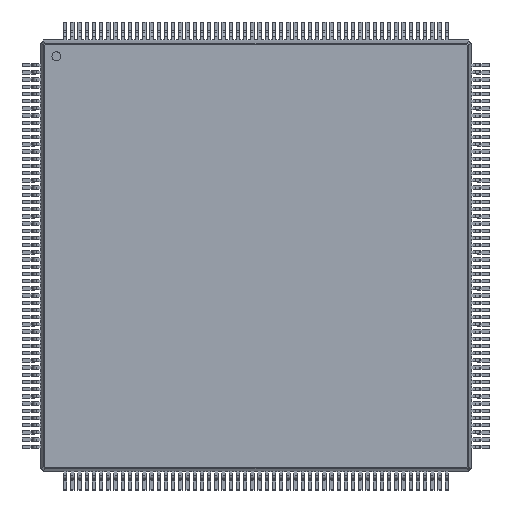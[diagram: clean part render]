
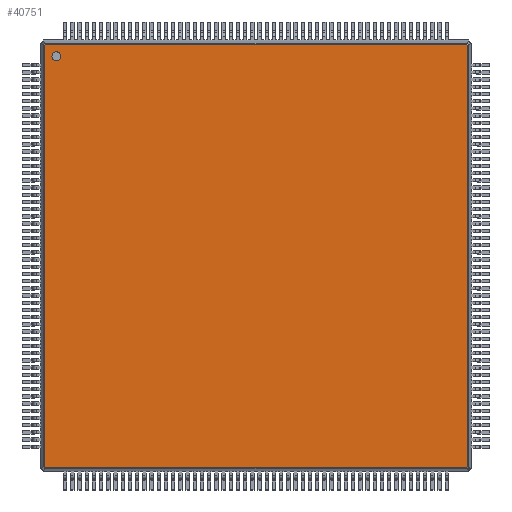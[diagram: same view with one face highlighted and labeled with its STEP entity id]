
A CAD part, top view. The second image highlights one B-rep face of the part: STEP entity #40751.
In plain terms, the highlighted planar face has unit normal (0, 0, 1).
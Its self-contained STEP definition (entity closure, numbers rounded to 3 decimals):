
#20352 = VERTEX_POINT('',#20353);
#20353 = CARTESIAN_POINT('',(11.746,11.702,1.5));
#20649 = EDGE_CURVE('',#20352,#20650,#20652,.T.);
#20650 = VERTEX_POINT('',#20651);
#20651 = CARTESIAN_POINT('',(11.746,-11.702,1.5));
#20652 = B_SPLINE_CURVE_WITH_KNOTS('',2,(#20653,#20654,#20655,#20656,
#20657),.UNSPECIFIED.,.F.,.F.,(3,1,1,3),(-1.188,
-0.04,23.477,24.625),
.UNSPECIFIED.);
#20653 = CARTESIAN_POINT('',(11.746,12.906,1.5));
#20654 = CARTESIAN_POINT('',(11.746,12.333,1.5));
#20655 = CARTESIAN_POINT('',(11.746,0.,1.5));
#20656 = CARTESIAN_POINT('',(11.746,-12.333,1.5));
#20657 = CARTESIAN_POINT('',(11.746,-12.906,1.5));
#40102 = EDGE_CURVE('',#20650,#40103,#40105,.T.);
#40103 = VERTEX_POINT('',#40104);
#40104 = CARTESIAN_POINT('',(11.702,-11.746,1.5));
#40105 = B_SPLINE_CURVE_WITH_KNOTS('',2,(#40106,#40107,#40108,#40109,
#40110),.UNSPECIFIED.,.F.,.F.,(3,1,1,3),(-0.473,
-0.04,0.137,0.57),.UNSPECIFIED.);
#40106 = CARTESIAN_POINT('',(12.093,-11.356,1.5));
#40107 = CARTESIAN_POINT('',(11.94,-11.509,1.5));
#40108 = CARTESIAN_POINT('',(11.724,-11.724,1.5));
#40109 = CARTESIAN_POINT('',(11.509,-11.94,1.5));
#40110 = CARTESIAN_POINT('',(11.356,-12.093,1.5));
#40429 = VERTEX_POINT('',#40430);
#40430 = CARTESIAN_POINT('',(11.702,11.746,1.5));
#40726 = EDGE_CURVE('',#40429,#20352,#40727,.T.);
#40727 = B_SPLINE_CURVE_WITH_KNOTS('',2,(#40728,#40729,#40730,#40731,
#40732),.UNSPECIFIED.,.F.,.F.,(3,1,1,3),(-0.473,
-0.04,0.137,0.57),.UNSPECIFIED.);
#40728 = CARTESIAN_POINT('',(11.356,12.093,1.5));
#40729 = CARTESIAN_POINT('',(11.509,11.94,1.5));
#40730 = CARTESIAN_POINT('',(11.724,11.724,1.5));
#40731 = CARTESIAN_POINT('',(11.94,11.509,1.5));
#40732 = CARTESIAN_POINT('',(12.093,11.356,1.5));
#40751 = ADVANCED_FACE('',(#40752,#40805),#40816,.T.);
#40752 = FACE_BOUND('',#40753,.T.);
#40753 = EDGE_LOOP('',(#40754,#40764,#40774,#40784,#40794,#40802,#40803,
#40804));
#40754 = ORIENTED_EDGE('',*,*,#40755,.F.);
#40755 = EDGE_CURVE('',#40756,#40429,#40758,.T.);
#40756 = VERTEX_POINT('',#40757);
#40757 = CARTESIAN_POINT('',(-11.702,11.746,1.5));
#40758 = B_SPLINE_CURVE_WITH_KNOTS('',2,(#40759,#40760,#40761,#40762,
#40763),.UNSPECIFIED.,.F.,.F.,(3,1,1,3),(-1.188,
-0.04,23.477,24.625),
.UNSPECIFIED.);
#40759 = CARTESIAN_POINT('',(-12.906,11.746,1.5));
#40760 = CARTESIAN_POINT('',(-12.333,11.746,1.5));
#40761 = CARTESIAN_POINT('',(0.,11.746,1.5));
#40762 = CARTESIAN_POINT('',(12.333,11.746,1.5));
#40763 = CARTESIAN_POINT('',(12.906,11.746,1.5));
#40764 = ORIENTED_EDGE('',*,*,#40765,.F.);
#40765 = EDGE_CURVE('',#40766,#40756,#40768,.T.);
#40766 = VERTEX_POINT('',#40767);
#40767 = CARTESIAN_POINT('',(-11.746,11.702,1.5));
#40768 = B_SPLINE_CURVE_WITH_KNOTS('',2,(#40769,#40770,#40771,#40772,
#40773),.UNSPECIFIED.,.F.,.F.,(3,1,1,3),(-0.473,
-0.04,0.137,0.57),.UNSPECIFIED.);
#40769 = CARTESIAN_POINT('',(-12.093,11.356,1.5));
#40770 = CARTESIAN_POINT('',(-11.94,11.509,1.5));
#40771 = CARTESIAN_POINT('',(-11.724,11.724,1.5));
#40772 = CARTESIAN_POINT('',(-11.509,11.94,1.5));
#40773 = CARTESIAN_POINT('',(-11.356,12.093,1.5));
#40774 = ORIENTED_EDGE('',*,*,#40775,.F.);
#40775 = EDGE_CURVE('',#40776,#40766,#40778,.T.);
#40776 = VERTEX_POINT('',#40777);
#40777 = CARTESIAN_POINT('',(-11.746,-11.702,1.5));
#40778 = B_SPLINE_CURVE_WITH_KNOTS('',2,(#40779,#40780,#40781,#40782,
#40783),.UNSPECIFIED.,.F.,.F.,(3,1,1,3),(-1.188,
-0.04,23.477,24.625),
.UNSPECIFIED.);
#40779 = CARTESIAN_POINT('',(-11.746,-12.906,1.5));
#40780 = CARTESIAN_POINT('',(-11.746,-12.333,1.5));
#40781 = CARTESIAN_POINT('',(-11.746,0.,1.5));
#40782 = CARTESIAN_POINT('',(-11.746,12.333,1.5));
#40783 = CARTESIAN_POINT('',(-11.746,12.906,1.5));
#40784 = ORIENTED_EDGE('',*,*,#40785,.F.);
#40785 = EDGE_CURVE('',#40786,#40776,#40788,.T.);
#40786 = VERTEX_POINT('',#40787);
#40787 = CARTESIAN_POINT('',(-11.702,-11.746,1.5));
#40788 = B_SPLINE_CURVE_WITH_KNOTS('',2,(#40789,#40790,#40791,#40792,
#40793),.UNSPECIFIED.,.F.,.F.,(3,1,1,3),(-0.473,
-0.04,0.137,0.57),.UNSPECIFIED.);
#40789 = CARTESIAN_POINT('',(-11.356,-12.093,1.5));
#40790 = CARTESIAN_POINT('',(-11.509,-11.94,1.5));
#40791 = CARTESIAN_POINT('',(-11.724,-11.724,1.5));
#40792 = CARTESIAN_POINT('',(-11.94,-11.509,1.5));
#40793 = CARTESIAN_POINT('',(-12.093,-11.356,1.5));
#40794 = ORIENTED_EDGE('',*,*,#40795,.F.);
#40795 = EDGE_CURVE('',#40103,#40786,#40796,.T.);
#40796 = B_SPLINE_CURVE_WITH_KNOTS('',2,(#40797,#40798,#40799,#40800,
#40801),.UNSPECIFIED.,.F.,.F.,(3,1,1,3),(-1.188,
-0.04,23.477,24.625),
.UNSPECIFIED.);
#40797 = CARTESIAN_POINT('',(12.906,-11.746,1.5));
#40798 = CARTESIAN_POINT('',(12.333,-11.746,1.5));
#40799 = CARTESIAN_POINT('',(0.,-11.746,1.5));
#40800 = CARTESIAN_POINT('',(-12.333,-11.746,1.5));
#40801 = CARTESIAN_POINT('',(-12.906,-11.746,1.5));
#40802 = ORIENTED_EDGE('',*,*,#40102,.F.);
#40803 = ORIENTED_EDGE('',*,*,#20649,.F.);
#40804 = ORIENTED_EDGE('',*,*,#40726,.F.);
#40805 = FACE_BOUND('',#40806,.T.);
#40806 = EDGE_LOOP('',(#40807));
#40807 = ORIENTED_EDGE('',*,*,#40808,.F.);
#40808 = EDGE_CURVE('',#40809,#40809,#40811,.T.);
#40809 = VERTEX_POINT('',#40810);
#40810 = CARTESIAN_POINT('',(-11.087,10.837,1.5));
#40811 = CIRCLE('',#40812,0.25);
#40812 = AXIS2_PLACEMENT_3D('',#40813,#40814,#40815);
#40813 = CARTESIAN_POINT('',(-11.087,11.087,1.5));
#40814 = DIRECTION('',(0.,0.,1.));
#40815 = DIRECTION('',(0.,-1.,0.));
#40816 = PLANE('',#40817);
#40817 = AXIS2_PLACEMENT_3D('',#40818,#40819,#40820);
#40818 = CARTESIAN_POINT('',(-11.718,11.787,1.5));
#40819 = DIRECTION('',(0.,0.,1.));
#40820 = DIRECTION('',(0.705,-0.709,0.));
